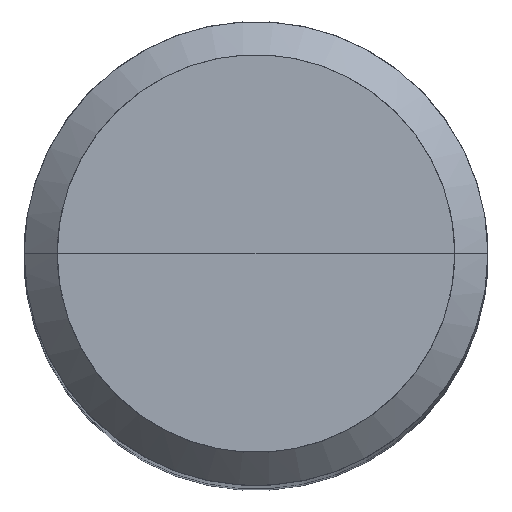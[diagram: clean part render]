
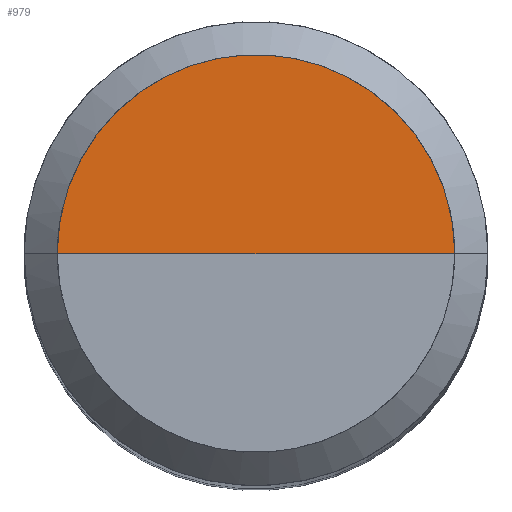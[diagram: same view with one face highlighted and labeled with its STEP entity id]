
A CAD part, top view. The second image highlights one B-rep face of the part: STEP entity #979.
In plain terms, the highlighted free-form (B-spline) face has degree [1, 2] with [2, 5] control points.
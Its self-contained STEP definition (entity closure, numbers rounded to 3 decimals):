
#783=CARTESIAN_POINT('',(6.0,0.0,54.0));
#784=CARTESIAN_POINT('',(6.0,6.0,54.0));
#785=CARTESIAN_POINT('',(0.0,6.0,54.0));
#786=CARTESIAN_POINT('',(-6.0,6.0,54.0));
#787=CARTESIAN_POINT('',(-6.0,0.0,54.0));
#788=CARTESIAN_POINT('',(0.0,0.0,54.0));
#964=(
BOUNDED_SURFACE()
B_SPLINE_SURFACE(1,2,(
(#783,#784,#785,#786,#787),
(#788,#788,#788,#788,#788)
), .UNSPECIFIED.,.F.,.F.,.F.)
B_SPLINE_SURFACE_WITH_KNOTS((2,2),(3,2,3),(
0.0,1.0),(
0.0,0.5,1.0), .UNSPECIFIED.)
GEOMETRIC_REPRESENTATION_ITEM()
RATIONAL_B_SPLINE_SURFACE(((1.0,0.707,1.0,0.707,1.0),
(1.0,0.707,1.0,0.707,1.0)
))
REPRESENTATION_ITEM('')
SURFACE()
);
#965=(
BOUNDED_CURVE()
B_SPLINE_CURVE(2,(#787,#786,#785,#784,#783),.UNSPECIFIED.,.F.,.F.)
B_SPLINE_CURVE_WITH_KNOTS((3,2,3),
(0.0,0.5,1.0),.UNSPECIFIED.)
CURVE()
GEOMETRIC_REPRESENTATION_ITEM()
RATIONAL_B_SPLINE_CURVE((1.0,0.707,1.0,0.707,1.0))
REPRESENTATION_ITEM('')
);
#966=(
BOUNDED_CURVE()
B_SPLINE_CURVE(1,(#783,#788),.UNSPECIFIED.,.F.,.F.)
B_SPLINE_CURVE_WITH_KNOTS((2,2),
(0.0,1.0),.UNSPECIFIED.)
CURVE()
GEOMETRIC_REPRESENTATION_ITEM()
RATIONAL_B_SPLINE_CURVE((1.0,1.0))
REPRESENTATION_ITEM('')
);
#967=(
BOUNDED_CURVE()
B_SPLINE_CURVE(1,(#788,#787),.UNSPECIFIED.,.F.,.F.)
B_SPLINE_CURVE_WITH_KNOTS((2,2),
(0.0,1.0),.UNSPECIFIED.)
CURVE()
GEOMETRIC_REPRESENTATION_ITEM()
RATIONAL_B_SPLINE_CURVE((1.0,1.0))
REPRESENTATION_ITEM('')
);
#968=VERTEX_POINT('',#783);
#969=VERTEX_POINT('',#787);
#970=VERTEX_POINT('',#788);
#971=EDGE_CURVE('',#969,#968,#965,.T.);
#972=EDGE_CURVE('',#968,#970,#966,.T.);
#973=EDGE_CURVE('',#970,#969,#967,.T.);
#974=ORIENTED_EDGE('',*,*,#971,.T.);
#975=ORIENTED_EDGE('',*,*,#972,.T.);
#976=ORIENTED_EDGE('',*,*,#973,.T.);
#977=EDGE_LOOP('',(#974,#975,#976));
#978=FACE_OUTER_BOUND('',#977,.T.);
#979=ADVANCED_FACE('',(#978),#964,.T.);
